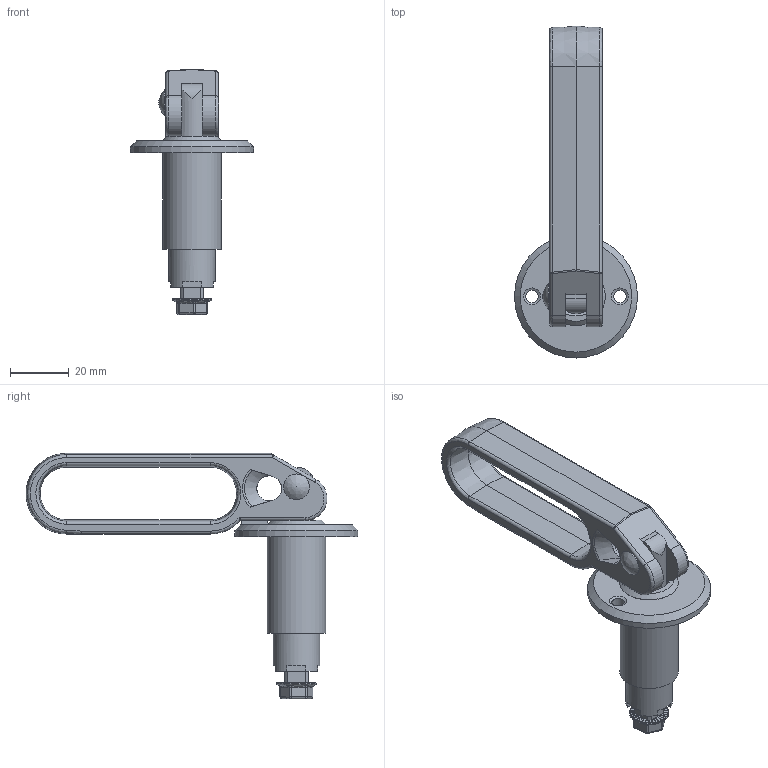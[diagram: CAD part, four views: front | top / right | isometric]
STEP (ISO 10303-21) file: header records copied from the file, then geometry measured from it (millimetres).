
FILE_DESCRIPTION (( 'STEP AP214' ), '1' );
FILE_NAME ('275004-40_Industrilas.step', '2025-08-25T08:37:09', ( '' ), ( '' ), 'SwSTEP 2.0', 'SolidWorks 2010', '' );
FILE_SCHEMA (( 'AUTOMOTIVE_DESIGN' ));
Length unit declared in the file: millimetre
Products named in the file (8): 27500401; 062195; 27500404; 052483; 27500403-50_27500403-40; 012103; 27500405; 275004-40_Industrilas
Assembly tree (7 placements, depth 2):
  275004-40_Industrilas
    062195
    27500405
    012103
    27500403-50_27500403-40
    052483
    27500401
    27500404
Bounding box: 42 x 113.27 x 83.75 mm (x, y, z)
Volume: 38292.1 mm3; surface area: 24362 mm2
Topology: 7 solids, 7 shells, 510 faces, 1310 edges, 810 vertices
Faces by surface type: bspline 174, cylinder 158, plane 123, cone 55
Full cylindrical faces by diameter (mm): 3.3 x1, 4.2 x2, 4.9 x10, 5 x4, 6 x19, 8.5 x2, 8.8 x1, 11.8 x1, 13.5 x1, 15.9 x2, 20 x3, 42 x1
Entity records: 28146 total; most frequent: CARTESIAN_POINT 17984, ORIENTED_EDGE 2292, DIRECTION 1430, EDGE_CURVE 1146, VERTEX_POINT 752, B_SPLINE_CURVE_WITH_KNOTS 632, EDGE_LOOP 632, AXIS2_PLACEMENT_3D 591
